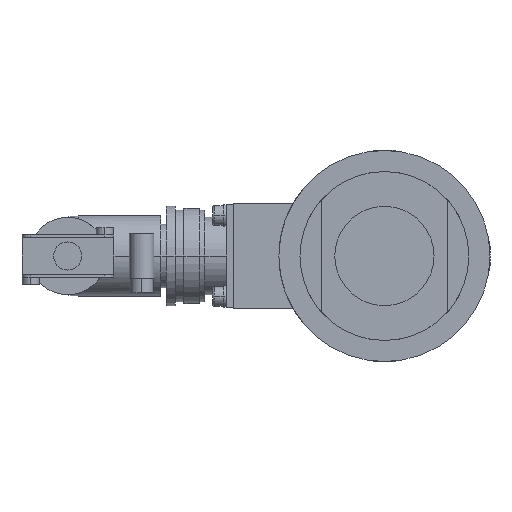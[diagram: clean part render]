
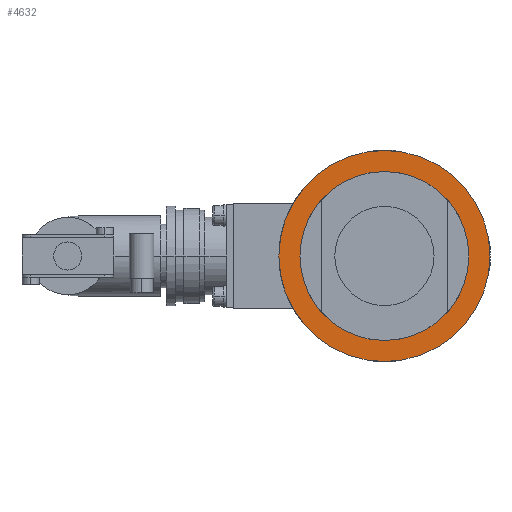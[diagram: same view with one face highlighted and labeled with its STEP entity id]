
A CAD part, left-side view. The second image highlights one B-rep face of the part: STEP entity #4632.
In plain terms, the highlighted face is planar.
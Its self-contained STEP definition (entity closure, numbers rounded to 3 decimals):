
#2578=CARTESIAN_POINT('',(26.0,25.0,0.0));
#2579=VERTEX_POINT('',#2578);
#2588=CARTESIAN_POINT('',(26.0,-35.0,0.));
#2589=VERTEX_POINT('',#2588);
#2590=CARTESIAN_POINT('',(26.0,-5.0,0.0));
#2591=DIRECTION('',(1.0,0.0,0.0));
#2592=DIRECTION('',(0.0,1.0,0.0));
#2593=AXIS2_PLACEMENT_3D('',#2590,#2591,#2592);
#2594=CIRCLE('',#2593,30.0);
#2595=EDGE_CURVE('',#2589,#2579,#2594,.T.);
#2856=CARTESIAN_POINT('',(26.0,19.,0.0));
#2857=VERTEX_POINT('',#2856);
#2866=CARTESIAN_POINT('',(26.0,-29.,0.));
#2867=VERTEX_POINT('',#2866);
#2868=CARTESIAN_POINT('',(26.0,-5.0,0.0));
#2869=DIRECTION('',(1.0,0.0,0.0));
#2870=DIRECTION('',(0.0,1.0,0.0));
#2871=AXIS2_PLACEMENT_3D('',#2868,#2869,#2870);
#2872=CIRCLE('',#2871,24.);
#2873=EDGE_CURVE('',#2857,#2867,#2872,.T.);
#4543=CARTESIAN_POINT('',(26.0,-5.0,0.0));
#4544=DIRECTION('',(1.0,0.0,0.0));
#4545=DIRECTION('',(0.0,1.0,0.0));
#4546=AXIS2_PLACEMENT_3D('',#4543,#4544,#4545);
#4547=CIRCLE('',#4546,24.);
#4548=EDGE_CURVE('',#2867,#2857,#4547,.T.);
#4603=CARTESIAN_POINT('',(26.0,-5.0,0.0));
#4604=DIRECTION('',(1.0,0.0,0.0));
#4605=DIRECTION('',(0.0,1.0,0.0));
#4606=AXIS2_PLACEMENT_3D('',#4603,#4604,#4605);
#4607=CIRCLE('',#4606,30.0);
#4608=EDGE_CURVE('',#2579,#2589,#4607,.T.);
#4619=CARTESIAN_POINT('',(26.0,22.,0.0));
#4620=DIRECTION('',(1.0,0.0,0.0));
#4621=DIRECTION('',(0.0,0.0,-1.0));
#4622=AXIS2_PLACEMENT_3D('',#4619,#4620,#4621);
#4623=PLANE('',#4622);
#4624=ORIENTED_EDGE('',*,*,#4608,.T.);
#4625=ORIENTED_EDGE('',*,*,#2595,.T.);
#4626=EDGE_LOOP('',(#4624,#4625));
#4627=FACE_OUTER_BOUND('',#4626,.T.);
#4628=ORIENTED_EDGE('',*,*,#2873,.F.);
#4629=ORIENTED_EDGE('',*,*,#4548,.F.);
#4630=EDGE_LOOP('',(#4628,#4629));
#4631=FACE_BOUND('',#4630,.T.);
#4632=ADVANCED_FACE('',(#4627,#4631),#4623,.T.);
